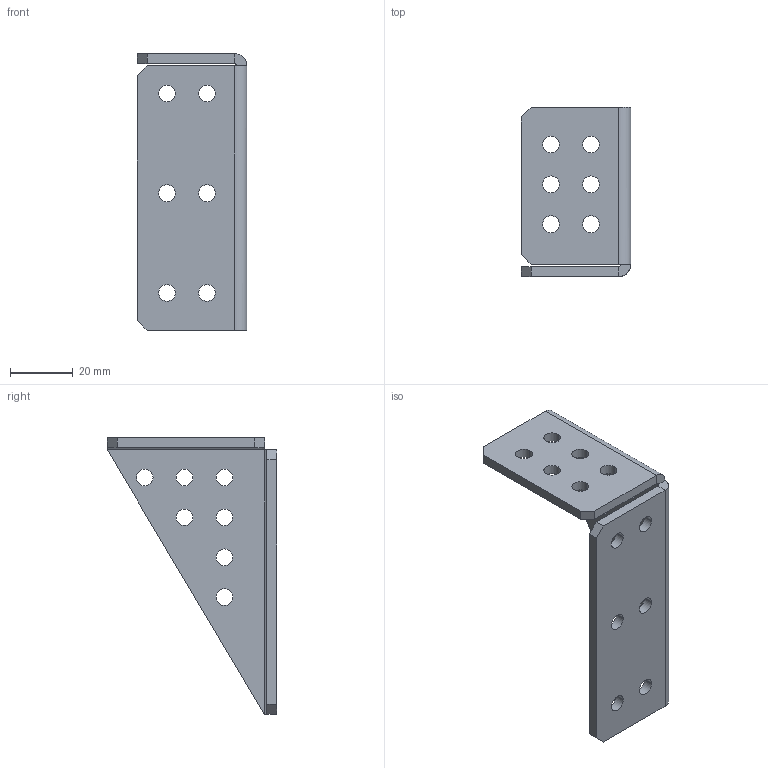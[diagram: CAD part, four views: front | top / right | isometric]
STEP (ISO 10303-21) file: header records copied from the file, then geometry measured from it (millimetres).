
FILE_DESCRIPTION (( 'STEP AP214' ), '1' );
FILE_NAME ('am-3210R Right Bumper Triangle Bracket AM14U3.STEP', '2016-01-25T15:53:42', ( '' ), ( '' ), 'SwSTEP 2.0', 'SolidWorks 2014', '' );
FILE_SCHEMA (( 'AUTOMOTIVE_DESIGN' ));
Length unit declared in the file: inch
Products named in the file (1): am-3210R Right Bumper Triangle Bracket AM14U3
Bounding box: 34.92 x 53.98 x 88.14 mm (x, y, z)
Volume: 20067.8 mm3; surface area: 14806.3 mm2
Topology: 1 solids, 1 shells, 63 faces, 167 edges, 106 vertices
Faces by surface type: cylinder 42, plane 19, bspline 2
Entity records: 2181 total; most frequent: CARTESIAN_POINT 443, DIRECTION 367, ORIENTED_EDGE 334, EDGE_CURVE 167, AXIS2_PLACEMENT_3D 142, VERTEX_POINT 106, EDGE_LOOP 101, VECTOR 83
